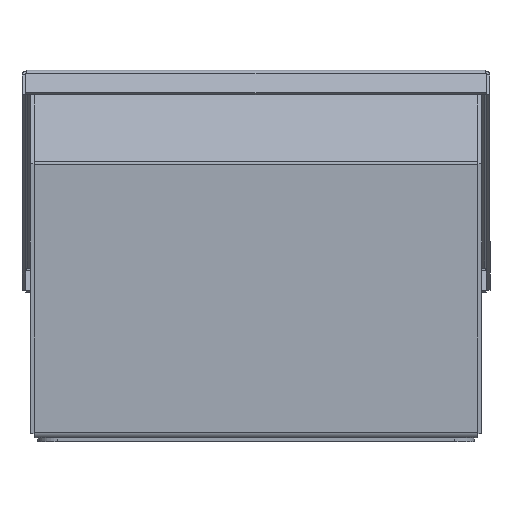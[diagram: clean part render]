
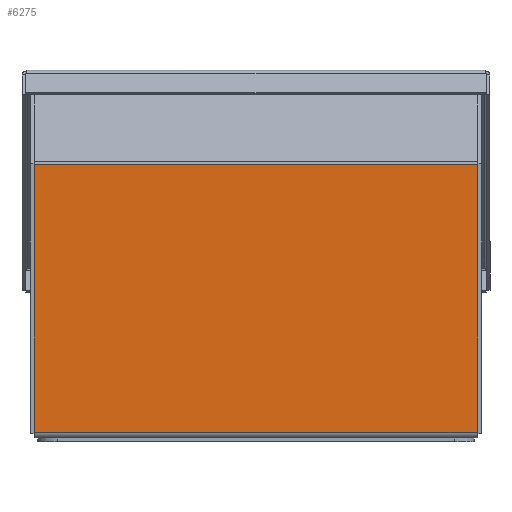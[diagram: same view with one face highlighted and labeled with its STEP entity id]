
A CAD part, left-side view. The second image highlights one B-rep face of the part: STEP entity #6275.
In plain terms, the highlighted planar face has unit normal (-1, 0, 0).
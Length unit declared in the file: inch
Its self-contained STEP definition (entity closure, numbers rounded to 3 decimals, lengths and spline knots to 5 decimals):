
#308=LINE('',#9131,#930);
#314=LINE('',#9149,#936);
#317=LINE('',#9156,#939);
#319=LINE('',#9159,#941);
#930=VECTOR('',#7369,8.375);
#936=VECTOR('',#7391,5.05655);
#939=VECTOR('',#7398,5.05655);
#941=VECTOR('',#7402,8.375);
#1493=PLANE('',#6670);
#1826=FACE_OUTER_BOUND('',#2183,.T.);
#2183=EDGE_LOOP('',(#4378,#4379,#4380,#4381));
#2794=VERTEX_POINT('',#9128);
#2795=VERTEX_POINT('',#9130);
#2799=VERTEX_POINT('',#9147);
#2801=VERTEX_POINT('',#9155);
#3388=EDGE_CURVE('',#2795,#2794,#308,.T.);
#3397=EDGE_CURVE('',#2799,#2794,#314,.T.);
#3400=EDGE_CURVE('',#2795,#2801,#317,.T.);
#3402=EDGE_CURVE('',#2799,#2801,#319,.T.);
#4378=ORIENTED_EDGE('',*,*,#3388,.T.);
#4379=ORIENTED_EDGE('',*,*,#3397,.F.);
#4380=ORIENTED_EDGE('',*,*,#3402,.T.);
#4381=ORIENTED_EDGE('',*,*,#3400,.F.);
#6275=ADVANCED_FACE('',(#1826),#1493,.F.);
#6670=AXIS2_PLACEMENT_3D('',#9173,#7418,#7419);
#7369=DIRECTION('',(0.,1.,0.));
#7391=DIRECTION('',(0.,0.,1.));
#7398=DIRECTION('',(0.,0.,-1.));
#7402=DIRECTION('',(0.,-1.,0.));
#7418=DIRECTION('center_axis',(1.,0.,0.));
#7419=DIRECTION('ref_axis',(0.,0.,-1.));
#9128=CARTESIAN_POINT('',(0.,8.375,5.1618));
#9130=CARTESIAN_POINT('',(0.,0.,
5.1618));
#9131=CARTESIAN_POINT('',(0.,2.09375,5.1618));
#9147=CARTESIAN_POINT('',(0.,8.375,0.10525));
#9149=CARTESIAN_POINT('',(0.,8.375,0.10525));
#9155=CARTESIAN_POINT('',(0.,0.,
0.10525));
#9156=CARTESIAN_POINT('',(0.,0.,
-0.09522));
#9159=CARTESIAN_POINT('',(0.,4.1875,0.10525));
#9173=CARTESIAN_POINT('Origin',(0.,4.1875,2.59751));
